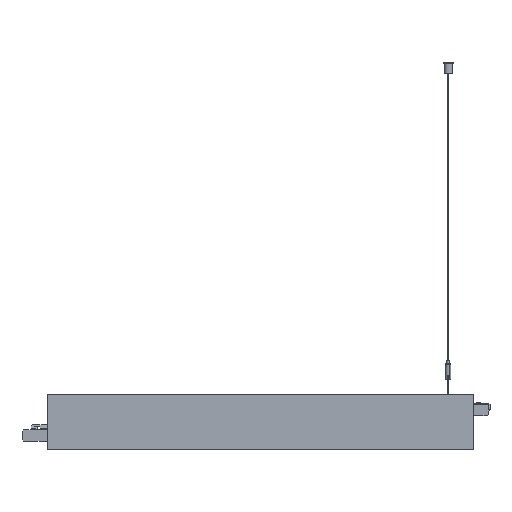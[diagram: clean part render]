
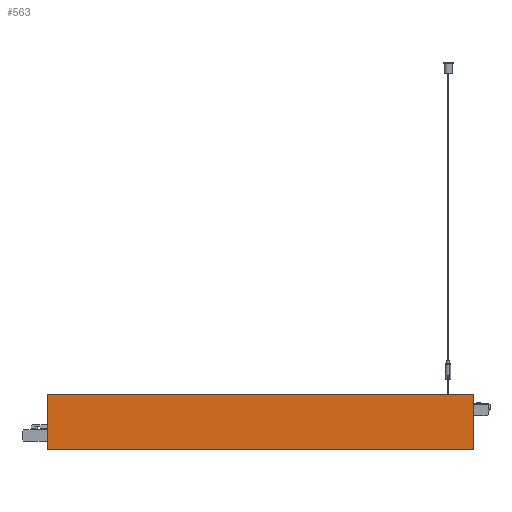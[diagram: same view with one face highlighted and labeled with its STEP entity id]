
A CAD part, front view. The second image highlights one B-rep face of the part: STEP entity #563.
In plain terms, the highlighted planar face has unit normal (0, -1, 0).
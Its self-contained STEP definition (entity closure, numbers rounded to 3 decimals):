
#222=FACE_OUTER_BOUND('',#1222,.T.);
#563=ADVANCED_FACE('',(#222),#922,.F.);
#922=PLANE('',#6894);
#1222=EDGE_LOOP('',(#2029,#2030,#2031,#2032));
#2029=ORIENTED_EDGE('',*,*,#4594,.T.);
#2030=ORIENTED_EDGE('',*,*,#4621,.F.);
#2031=ORIENTED_EDGE('',*,*,#4541,.F.);
#2032=ORIENTED_EDGE('',*,*,#4622,.T.);
#3905=VERTEX_POINT('',#9564);
#3906=VERTEX_POINT('',#9566);
#3951=VERTEX_POINT('',#9669);
#3952=VERTEX_POINT('',#9671);
#4541=EDGE_CURVE('',#3905,#3906,#5510,.T.);
#4594=EDGE_CURVE('',#3952,#3951,#5553,.T.);
#4621=EDGE_CURVE('',#3906,#3951,#5570,.T.);
#4622=EDGE_CURVE('',#3905,#3952,#5571,.T.);
#5510=LINE('',#9565,#6203);
#5553=LINE('',#9670,#6246);
#5570=LINE('',#9721,#6263);
#5571=LINE('',#9722,#6264);
#6203=VECTOR('',#7562,1.);
#6246=VECTOR('',#7637,1.);
#6263=VECTOR('',#7676,1.);
#6264=VECTOR('',#7677,1.);
#6894=AXIS2_PLACEMENT_3D('',#9723,#7678,#7679);
#7562=DIRECTION('',(0.,0.,-1.));
#7637=DIRECTION('',(0.,0.,-1.));
#7676=DIRECTION('',(-1.,0.,0.));
#7677=DIRECTION('',(-1.,0.,0.));
#7678=DIRECTION('',(0.,1.,0.));
#7679=DIRECTION('',(0.,0.,1.));
#9564=CARTESIAN_POINT('',(421.,-30.,0.034));
#9565=CARTESIAN_POINT('',(421.,-30.,-0.266));
#9566=CARTESIAN_POINT('',(421.,-30.,-109.966));
#9669=CARTESIAN_POINT('',(-421.,-30.,-109.966));
#9670=CARTESIAN_POINT('',(-421.,-30.,-0.266));
#9671=CARTESIAN_POINT('',(-421.,-30.,0.034));
#9721=CARTESIAN_POINT('',(421.,-30.,-109.966));
#9722=CARTESIAN_POINT('',(421.,-30.,0.034));
#9723=CARTESIAN_POINT('',(421.,-30.,-0.266));
